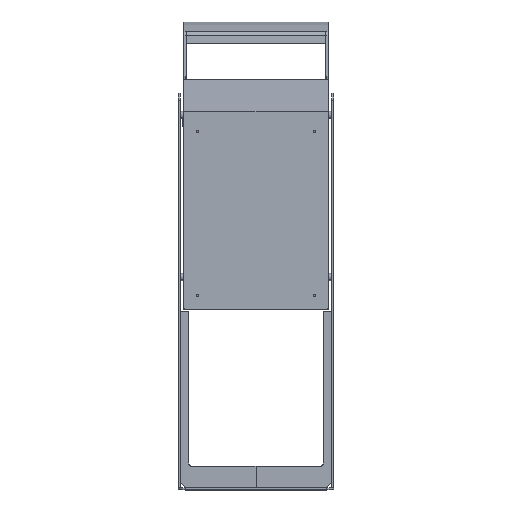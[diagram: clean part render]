
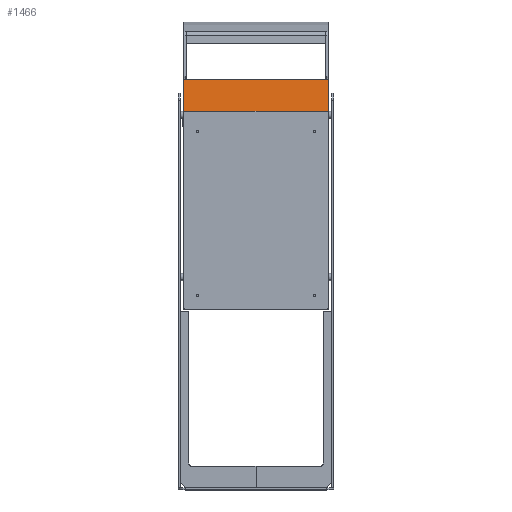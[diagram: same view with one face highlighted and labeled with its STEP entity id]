
A CAD part, top view. The second image highlights one B-rep face of the part: STEP entity #1466.
In plain terms, the highlighted planar face has unit normal (0, 0.099, 0.995).
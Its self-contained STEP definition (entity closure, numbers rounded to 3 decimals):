
#53 = VECTOR ( 'NONE', #9091, 1000. ) ;
#1160 = VERTEX_POINT ( 'NONE', #51414 ) ;
#1466 = ADVANCED_FACE ( 'NONE', ( #26508 ), #6175, .T. ) ;
#3377 = VERTEX_POINT ( 'NONE', #8903 ) ;
#3964 = VERTEX_POINT ( 'NONE', #36762 ) ;
#4859 = EDGE_LOOP ( 'NONE', ( #8563, #24054, #38281, #51016, #10569, #19645 ) ) ;
#6175 = PLANE ( 'NONE',  #40628 ) ;
#6897 = LINE ( 'NONE', #36703, #17548 ) ;
#7711 = EDGE_CURVE ( 'NONE', #44451, #17780, #50520, .T. ) ;
#8563 = ORIENTED_EDGE ( 'NONE', *, *, #14420, .T. ) ;
#8903 = CARTESIAN_POINT ( 'NONE',  ( 200., 230.59, 149.942 ) ) ;
#9091 = DIRECTION ( 'NONE',  ( 0., 0.995, -0.099 ) ) ;
#10048 = AXIS2_PLACEMENT_3D ( 'NONE', #52627, #36263, #52341 ) ;
#10569 = ORIENTED_EDGE ( 'NONE', *, *, #18803, .T. ) ;
#13480 = CARTESIAN_POINT ( 'NONE',  ( 199., 320., 141.089 ) ) ;
#13873 = EDGE_CURVE ( 'NONE', #3964, #17780, #29175, .T. ) ;
#13874 = LINE ( 'NONE', #30390, #35621 ) ;
#14420 = EDGE_CURVE ( 'NONE', #21577, #44451, #13874, .T. ) ;
#15498 = CARTESIAN_POINT ( 'NONE',  ( 200., 230., 150. ) ) ;
#16776 = EDGE_CURVE ( 'NONE', #3377, #3964, #6897, .T. ) ;
#17548 = VECTOR ( 'NONE', #35878, 1000. ) ;
#17780 = VERTEX_POINT ( 'NONE', #19641 ) ;
#18803 = EDGE_CURVE ( 'NONE', #3377, #1160, #24175, .T. ) ;
#19629 = CIRCLE ( 'NONE', #10048, 1. ) ;
#19641 = CARTESIAN_POINT ( 'NONE',  ( -200., 319.005, 141.188 ) ) ;
#19645 = ORIENTED_EDGE ( 'NONE', *, *, #21261, .T. ) ;
#21198 = VECTOR ( 'NONE', #32544, 1000. ) ;
#21261 = EDGE_CURVE ( 'NONE', #1160, #21577, #19629, .T. ) ;
#21577 = VERTEX_POINT ( 'NONE', #13480 ) ;
#24054 = ORIENTED_EDGE ( 'NONE', *, *, #7711, .T. ) ;
#24175 = LINE ( 'NONE', #15498, #21198 ) ;
#26508 = FACE_OUTER_BOUND ( 'NONE', #4859, .T. ) ;
#29175 = LINE ( 'NONE', #45793, #53 ) ;
#30390 = CARTESIAN_POINT ( 'NONE',  ( 200., 320., 141.089 ) ) ;
#30821 = CARTESIAN_POINT ( 'NONE',  ( 200., 230., 150. ) ) ;
#32544 = DIRECTION ( 'NONE',  ( 0., 0.995, -0.099 ) ) ;
#32770 = DIRECTION ( 'NONE',  ( 0., 0.099, 0.995 ) ) ;
#33961 = CARTESIAN_POINT ( 'NONE',  ( -199., 320., 141.089 ) ) ;
#34874 = DIRECTION ( 'NONE',  ( 0., 0.099, 0.995 ) ) ;
#35621 = VECTOR ( 'NONE', #47026, 1000. ) ;
#35878 = DIRECTION ( 'NONE',  ( -1., 0., 0. ) ) ;
#36263 = DIRECTION ( 'NONE',  ( 0., 0.099, 0.995 ) ) ;
#36703 = CARTESIAN_POINT ( 'NONE',  ( 200., 230.59, 149.942 ) ) ;
#36762 = CARTESIAN_POINT ( 'NONE',  ( -200., 230.59, 149.942 ) ) ;
#38281 = ORIENTED_EDGE ( 'NONE', *, *, #13873, .F. ) ;
#40628 = AXIS2_PLACEMENT_3D ( 'NONE', #30821, #34874, #43367 ) ;
#42708 = AXIS2_PLACEMENT_3D ( 'NONE', #45339, #32770, #48863 ) ;
#43367 = DIRECTION ( 'NONE',  ( 0., -0.995, 0.099 ) ) ;
#44451 = VERTEX_POINT ( 'NONE', #33961 ) ;
#45339 = CARTESIAN_POINT ( 'NONE',  ( -199., 319.005, 141.188 ) ) ;
#45793 = CARTESIAN_POINT ( 'NONE',  ( -200., 230., 150. ) ) ;
#47026 = DIRECTION ( 'NONE',  ( -1., 0., 0. ) ) ;
#48863 = DIRECTION ( 'NONE',  ( 0., -0.995, 0.099 ) ) ;
#50520 = CIRCLE ( 'NONE', #42708, 1. ) ;
#51016 = ORIENTED_EDGE ( 'NONE', *, *, #16776, .F. ) ;
#51414 = CARTESIAN_POINT ( 'NONE',  ( 200., 319.005, 141.188 ) ) ;
#52341 = DIRECTION ( 'NONE',  ( 0., -0.995, 0.099 ) ) ;
#52627 = CARTESIAN_POINT ( 'NONE',  ( 199., 319.005, 141.188 ) ) ;
